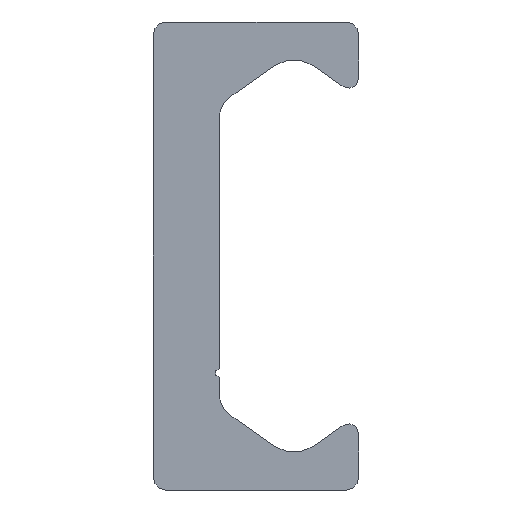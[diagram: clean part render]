
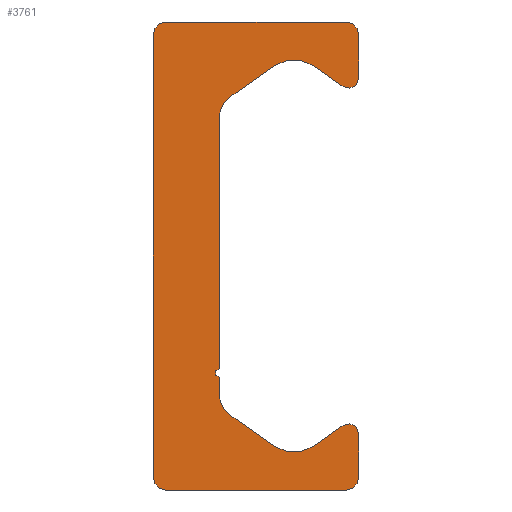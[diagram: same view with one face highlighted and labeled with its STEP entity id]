
A CAD part, left-side view. The second image highlights one B-rep face of the part: STEP entity #3761.
In plain terms, the highlighted planar face has unit normal (-1, 0, 0).
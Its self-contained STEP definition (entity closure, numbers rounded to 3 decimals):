
#2804=CARTESIAN_POINT('',(0.0,5.4,-14.));
#2805=VERTEX_POINT('',#2804);
#2812=CARTESIAN_POINT('',(0.0,6.15,-13.25));
#2813=VERTEX_POINT('',#2812);
#2814=CARTESIAN_POINT('',(0.0,5.4,-13.25));
#2815=DIRECTION('',(1.0,0.0,0.0));
#2816=DIRECTION('',(0.0,0.0,-1.0));
#2817=AXIS2_PLACEMENT_3D('',#2814,#2815,#2816);
#2818=CIRCLE('',#2817,0.75);
#2819=EDGE_CURVE('',#2805,#2813,#2818,.T.);
#2843=CARTESIAN_POINT('',(0.0,-5.4,-14.));
#2844=VERTEX_POINT('',#2843);
#2851=CARTESIAN_POINT('',(0.0,-5.4,-14.));
#2852=DIRECTION('',(0.0,1.0,0.0));
#2853=VECTOR('',#2852,10.8);
#2854=LINE('',#2851,#2853);
#2855=EDGE_CURVE('',#2844,#2805,#2854,.T.);
#2875=CARTESIAN_POINT('',(0.0,-6.15,-13.25));
#2876=VERTEX_POINT('',#2875);
#2883=CARTESIAN_POINT('',(0.0,-5.4,-13.25));
#2884=DIRECTION('',(1.0,0.0,0.0));
#2885=DIRECTION('',(0.0,-1.0,0.0));
#2886=AXIS2_PLACEMENT_3D('',#2883,#2884,#2885);
#2887=CIRCLE('',#2886,0.75);
#2888=EDGE_CURVE('',#2876,#2844,#2887,.T.);
#2907=CARTESIAN_POINT('',(0.0,-6.15,-10.63));
#2908=VERTEX_POINT('',#2907);
#2915=CARTESIAN_POINT('',(0.0,-6.15,-10.63));
#2916=DIRECTION('',(0.0,0.0,-1.0));
#2917=VECTOR('',#2916,2.62);
#2918=LINE('',#2915,#2917);
#2919=EDGE_CURVE('',#2908,#2876,#2918,.T.);
#2939=CARTESIAN_POINT('',(0.0,-5.206,-10.139));
#2940=VERTEX_POINT('',#2939);
#2947=CARTESIAN_POINT('',(0.0,-5.55,-10.63));
#2948=DIRECTION('',(1.0,0.0,0.0));
#2949=DIRECTION('',(0.0,0.574,0.819));
#2950=AXIS2_PLACEMENT_3D('',#2947,#2948,#2949);
#2951=CIRCLE('',#2950,0.6);
#2952=EDGE_CURVE('',#2940,#2908,#2951,.T.);
#2971=CARTESIAN_POINT('',(0.0,-3.417,-11.391));
#2972=VERTEX_POINT('',#2971);
#2979=CARTESIAN_POINT('',(0.0,-3.417,-11.391));
#2980=DIRECTION('',(0.0,-0.819,0.574));
#2981=VECTOR('',#2980,2.184);
#2982=LINE('',#2979,#2981);
#2983=EDGE_CURVE('',#2972,#2940,#2982,.T.);
#3003=CARTESIAN_POINT('',(0.0,-1.123,-11.391));
#3004=VERTEX_POINT('',#3003);
#3011=CARTESIAN_POINT('',(0.0,-2.27,-9.753));
#3012=DIRECTION('',(-1.0,0.0,0.0));
#3013=DIRECTION('',(0.0,0.574,0.819));
#3014=AXIS2_PLACEMENT_3D('',#3011,#3012,#3013);
#3015=CIRCLE('',#3014,2.0);
#3016=EDGE_CURVE('',#3004,#2972,#3015,.T.);
#3035=CARTESIAN_POINT('',(0.0,1.56,-9.512));
#3036=VERTEX_POINT('',#3035);
#3043=CARTESIAN_POINT('',(0.0,1.56,-9.512));
#3044=DIRECTION('',(0.0,-0.819,-0.574));
#3045=VECTOR('',#3044,3.276);
#3046=LINE('',#3043,#3045);
#3047=EDGE_CURVE('',#3036,#3004,#3046,.T.);
#3067=CARTESIAN_POINT('',(0.0,2.2,-8.283));
#3068=VERTEX_POINT('',#3067);
#3075=CARTESIAN_POINT('',(0.0,0.7,-8.283));
#3076=DIRECTION('',(-1.0,0.0,0.0));
#3077=DIRECTION('',(0.0,-0.574,0.819));
#3078=AXIS2_PLACEMENT_3D('',#3075,#3076,#3077);
#3079=CIRCLE('',#3078,1.5);
#3080=EDGE_CURVE('',#3068,#3036,#3079,.T.);
#3099=CARTESIAN_POINT('',(0.0,2.2,-7.25));
#3100=VERTEX_POINT('',#3099);
#3107=CARTESIAN_POINT('',(0.0,2.2,-7.25));
#3108=DIRECTION('',(0.0,0.0,-1.0));
#3109=VECTOR('',#3108,1.033);
#3110=LINE('',#3107,#3109);
#3111=EDGE_CURVE('',#3100,#3068,#3110,.T.);
#3131=CARTESIAN_POINT('',(0.0,2.2,-6.75));
#3132=VERTEX_POINT('',#3131);
#3139=CARTESIAN_POINT('',(0.0,2.2,-7.));
#3140=DIRECTION('',(-1.0,0.0,0.0));
#3141=DIRECTION('',(0.0,0.0,1.0));
#3142=AXIS2_PLACEMENT_3D('',#3139,#3140,#3141);
#3143=CIRCLE('',#3142,0.25);
#3144=EDGE_CURVE('',#3132,#3100,#3143,.T.);
#3163=CARTESIAN_POINT('',(0.0,2.2,8.283));
#3164=VERTEX_POINT('',#3163);
#3171=CARTESIAN_POINT('',(0.0,2.2,8.283));
#3172=DIRECTION('',(0.0,0.0,-1.0));
#3173=VECTOR('',#3172,15.033);
#3174=LINE('',#3171,#3173);
#3175=EDGE_CURVE('',#3164,#3132,#3174,.T.);
#3315=CARTESIAN_POINT('',(0.0,1.56,9.512));
#3316=VERTEX_POINT('',#3315);
#3323=CARTESIAN_POINT('',(0.0,0.7,8.283));
#3324=DIRECTION('',(-1.0,0.0,0.0));
#3325=DIRECTION('',(0.0,-1.0,0.0));
#3326=AXIS2_PLACEMENT_3D('',#3323,#3324,#3325);
#3327=CIRCLE('',#3326,1.5);
#3328=EDGE_CURVE('',#3316,#3164,#3327,.T.);
#3347=CARTESIAN_POINT('',(0.0,-1.123,11.391));
#3348=VERTEX_POINT('',#3347);
#3355=CARTESIAN_POINT('',(0.0,-1.123,11.391));
#3356=DIRECTION('',(0.0,0.819,-0.574));
#3357=VECTOR('',#3356,3.276);
#3358=LINE('',#3355,#3357);
#3359=EDGE_CURVE('',#3348,#3316,#3358,.T.);
#3379=CARTESIAN_POINT('',(0.0,-3.417,11.391));
#3380=VERTEX_POINT('',#3379);
#3387=CARTESIAN_POINT('',(0.0,-2.27,9.753));
#3388=DIRECTION('',(-1.0,0.0,0.0));
#3389=DIRECTION('',(0.0,-0.574,-0.819));
#3390=AXIS2_PLACEMENT_3D('',#3387,#3388,#3389);
#3391=CIRCLE('',#3390,2.0);
#3392=EDGE_CURVE('',#3380,#3348,#3391,.T.);
#3411=CARTESIAN_POINT('',(0.0,-5.206,10.139));
#3412=VERTEX_POINT('',#3411);
#3419=CARTESIAN_POINT('',(0.0,-5.206,10.139));
#3420=DIRECTION('',(0.0,0.819,0.574));
#3421=VECTOR('',#3420,2.184);
#3422=LINE('',#3419,#3421);
#3423=EDGE_CURVE('',#3412,#3380,#3422,.T.);
#3443=CARTESIAN_POINT('',(0.0,-6.15,10.63));
#3444=VERTEX_POINT('',#3443);
#3451=CARTESIAN_POINT('',(0.0,-5.55,10.63));
#3452=DIRECTION('',(1.0,0.0,0.0));
#3453=DIRECTION('',(0.0,-1.0,0.0));
#3454=AXIS2_PLACEMENT_3D('',#3451,#3452,#3453);
#3455=CIRCLE('',#3454,0.6);
#3456=EDGE_CURVE('',#3444,#3412,#3455,.T.);
#3475=CARTESIAN_POINT('',(0.0,-6.15,13.25));
#3476=VERTEX_POINT('',#3475);
#3483=CARTESIAN_POINT('',(0.0,-6.15,13.25));
#3484=DIRECTION('',(0.0,0.0,-1.0));
#3485=VECTOR('',#3484,2.62);
#3486=LINE('',#3483,#3485);
#3487=EDGE_CURVE('',#3476,#3444,#3486,.T.);
#3507=CARTESIAN_POINT('',(0.0,-5.4,14.));
#3508=VERTEX_POINT('',#3507);
#3515=CARTESIAN_POINT('',(0.0,-5.4,13.25));
#3516=DIRECTION('',(1.0,0.0,0.0));
#3517=DIRECTION('',(0.0,0.0,1.0));
#3518=AXIS2_PLACEMENT_3D('',#3515,#3516,#3517);
#3519=CIRCLE('',#3518,0.75);
#3520=EDGE_CURVE('',#3508,#3476,#3519,.T.);
#3539=CARTESIAN_POINT('',(0.0,5.4,14.));
#3540=VERTEX_POINT('',#3539);
#3547=CARTESIAN_POINT('',(0.0,5.4,14.));
#3548=DIRECTION('',(0.0,-1.0,0.0));
#3549=VECTOR('',#3548,10.8);
#3550=LINE('',#3547,#3549);
#3551=EDGE_CURVE('',#3540,#3508,#3550,.T.);
#3571=CARTESIAN_POINT('',(0.0,6.15,13.25));
#3572=VERTEX_POINT('',#3571);
#3579=CARTESIAN_POINT('',(0.0,5.4,13.25));
#3580=DIRECTION('',(1.0,0.0,0.0));
#3581=DIRECTION('',(0.0,1.0,0.0));
#3582=AXIS2_PLACEMENT_3D('',#3579,#3580,#3581);
#3583=CIRCLE('',#3582,0.75);
#3584=EDGE_CURVE('',#3572,#3540,#3583,.T.);
#3602=CARTESIAN_POINT('',(0.0,6.15,-13.25));
#3603=DIRECTION('',(0.0,0.0,1.0));
#3604=VECTOR('',#3603,26.5);
#3605=LINE('',#3602,#3604);
#3606=EDGE_CURVE('',#2813,#3572,#3605,.T.);
#3732=CARTESIAN_POINT('',(0.0,1.352,-0.021));
#3733=DIRECTION('',(1.0,0.0,0.0));
#3734=DIRECTION('',(0.0,0.0,-1.0));
#3735=AXIS2_PLACEMENT_3D('',#3732,#3733,#3734);
#3736=PLANE('',#3735);
#3737=ORIENTED_EDGE('',*,*,#3606,.F.);
#3738=ORIENTED_EDGE('',*,*,#2819,.F.);
#3739=ORIENTED_EDGE('',*,*,#2855,.F.);
#3740=ORIENTED_EDGE('',*,*,#2888,.F.);
#3741=ORIENTED_EDGE('',*,*,#2919,.F.);
#3742=ORIENTED_EDGE('',*,*,#2952,.F.);
#3743=ORIENTED_EDGE('',*,*,#2983,.F.);
#3744=ORIENTED_EDGE('',*,*,#3016,.F.);
#3745=ORIENTED_EDGE('',*,*,#3047,.F.);
#3746=ORIENTED_EDGE('',*,*,#3080,.F.);
#3747=ORIENTED_EDGE('',*,*,#3111,.F.);
#3748=ORIENTED_EDGE('',*,*,#3144,.F.);
#3749=ORIENTED_EDGE('',*,*,#3175,.F.);
#3750=ORIENTED_EDGE('',*,*,#3328,.F.);
#3751=ORIENTED_EDGE('',*,*,#3359,.F.);
#3752=ORIENTED_EDGE('',*,*,#3392,.F.);
#3753=ORIENTED_EDGE('',*,*,#3423,.F.);
#3754=ORIENTED_EDGE('',*,*,#3456,.F.);
#3755=ORIENTED_EDGE('',*,*,#3487,.F.);
#3756=ORIENTED_EDGE('',*,*,#3520,.F.);
#3757=ORIENTED_EDGE('',*,*,#3551,.F.);
#3758=ORIENTED_EDGE('',*,*,#3584,.F.);
#3759=EDGE_LOOP('',(#3737,#3738,#3739,#3740,#3741,#3742,#3743,#3744,#3745,#3746,#3747,#3748,#3749,#3750,#3751,#3752,#3753,#3754,#3755,#3756,#3757,#3758));
#3760=FACE_OUTER_BOUND('',#3759,.T.);
#3761=ADVANCED_FACE('',(#3760),#3736,.F.);
